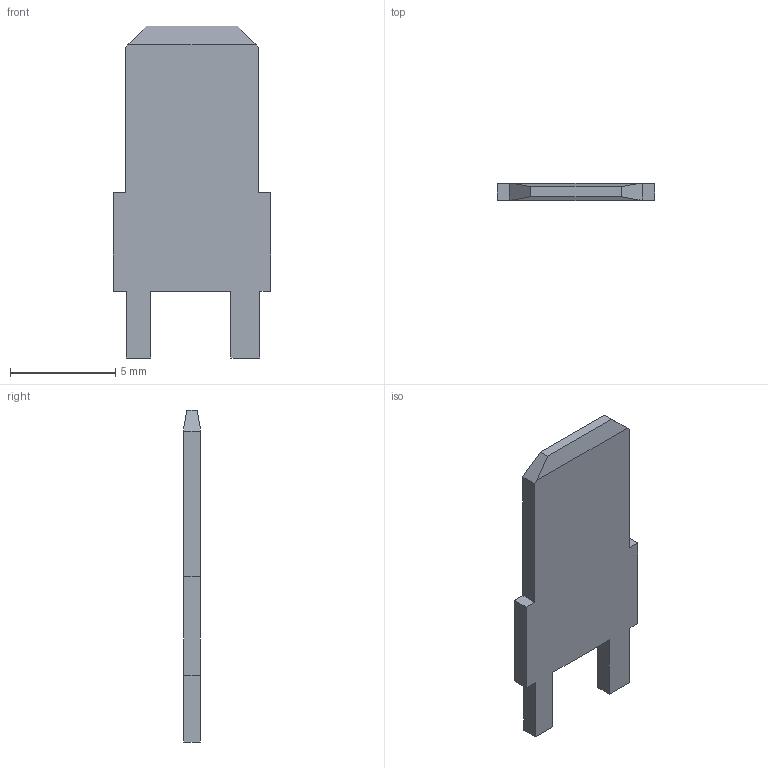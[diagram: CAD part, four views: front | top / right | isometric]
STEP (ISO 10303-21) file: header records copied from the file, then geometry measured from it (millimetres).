
FILE_DESCRIPTION((''),'2;1');
FILE_NAME('C-62409-1','2014-01-27T',('workeradm'),('Tyco Electronics Ltd.'),'PRO/ENGINEER BY PARAMETRIC TECHNOLOGY CORPORATION, 2013050','PRO/ENGINEER BY PARAMETRIC TECHNOLOGY CORPORATION, 2013050','');
FILE_SCHEMA(('AUTOMOTIVE_DESIGN { 1 0 10303 214 1 1 1 1 }'));
Length unit declared in the file: millimetre
Products named in the file (1): C-62409-1
Bounding box: 7.49 x 0.8 x 15.8 mm (x, y, z)
Volume: 73.4 mm3; surface area: 224.9 mm2
Topology: 1 solids, 1 shells, 22 faces, 60 edges, 40 vertices
Faces by surface type: plane 22
Entity records: 860 total; most frequent: COLOUR_RGB 126, CARTESIAN_POINT 124, ORIENTED_EDGE 120, DIRECTION 104, VECTOR 60, LINE 60, EDGE_CURVE 60, VERTEX_POINT 40
